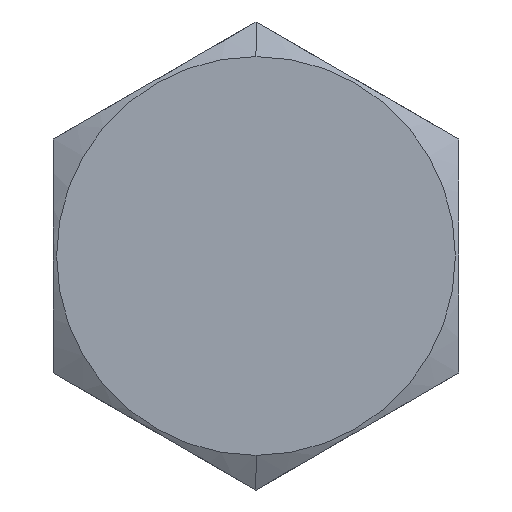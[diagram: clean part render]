
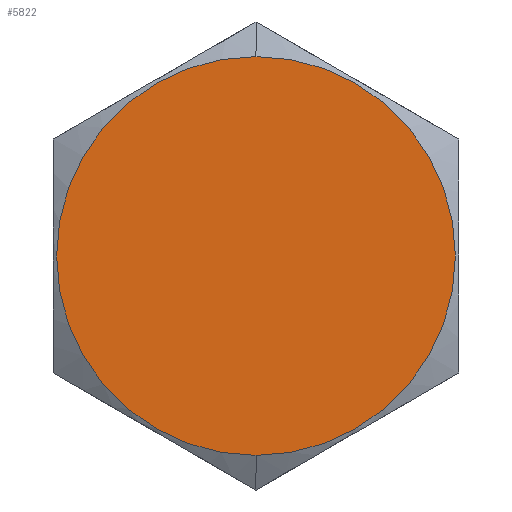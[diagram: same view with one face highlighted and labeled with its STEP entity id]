
A CAD part, front view. The second image highlights one B-rep face of the part: STEP entity #5822.
In plain terms, the highlighted planar face has unit normal (0, -1, 0).
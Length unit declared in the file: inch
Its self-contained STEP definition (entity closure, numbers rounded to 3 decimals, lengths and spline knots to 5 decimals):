
#64 = CARTESIAN_POINT ( 'NONE',  ( 0., 0., 0. ) ) ;
#343 = CARTESIAN_POINT ( 'NONE',  ( 0., 0., -0.615 ) ) ;
#617 = DIRECTION ( 'NONE',  ( 0., -1., 0. ) ) ;
#1337 = EDGE_LOOP ( 'NONE', ( #10244, #4145 ) ) ;
#1886 = VERTEX_POINT ( 'NONE', #2861 ) ;
#2861 = CARTESIAN_POINT ( 'NONE',  ( 0., 0., 0.615 ) ) ;
#3690 = DIRECTION ( 'NONE',  ( 0., 0., -1. ) ) ;
#4122 = PLANE ( 'NONE',  #12691 ) ;
#4145 = ORIENTED_EDGE ( 'NONE', *, *, #12502, .T. ) ;
#4213 = DIRECTION ( 'NONE',  ( 0., 1., 0. ) ) ;
#4297 = FACE_OUTER_BOUND ( 'NONE', #1337, .T. ) ;
#4355 = EDGE_CURVE ( 'NONE', #1886, #12609, #8562, .T. ) ;
#5822 = ADVANCED_FACE ( 'NONE', ( #4297 ), #4122, .F. ) ;
#6967 = CARTESIAN_POINT ( 'NONE',  ( 0., 0., 0. ) ) ;
#7070 = AXIS2_PLACEMENT_3D ( 'NONE', #11756, #8551, #9620 ) ;
#8465 = CIRCLE ( 'NONE', #7070, 0.615 ) ;
#8551 = DIRECTION ( 'NONE',  ( 0., -1., 0. ) ) ;
#8562 = CIRCLE ( 'NONE', #9384, 0.615 ) ;
#9384 = AXIS2_PLACEMENT_3D ( 'NONE', #6967, #617, #3690 ) ;
#9620 = DIRECTION ( 'NONE',  ( 0., 0., -1. ) ) ;
#10244 = ORIENTED_EDGE ( 'NONE', *, *, #4355, .T. ) ;
#11429 = DIRECTION ( 'NONE',  ( 0., 0., 1. ) ) ;
#11756 = CARTESIAN_POINT ( 'NONE',  ( 0., 0., 0. ) ) ;
#12502 = EDGE_CURVE ( 'NONE', #12609, #1886, #8465, .T. ) ;
#12609 = VERTEX_POINT ( 'NONE', #343 ) ;
#12691 = AXIS2_PLACEMENT_3D ( 'NONE', #64, #4213, #11429 ) ;
